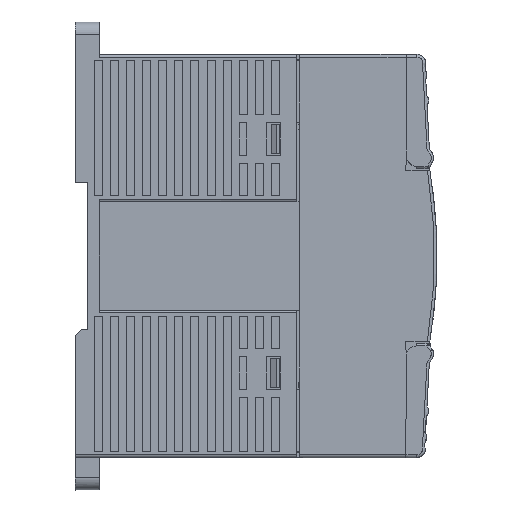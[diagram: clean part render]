
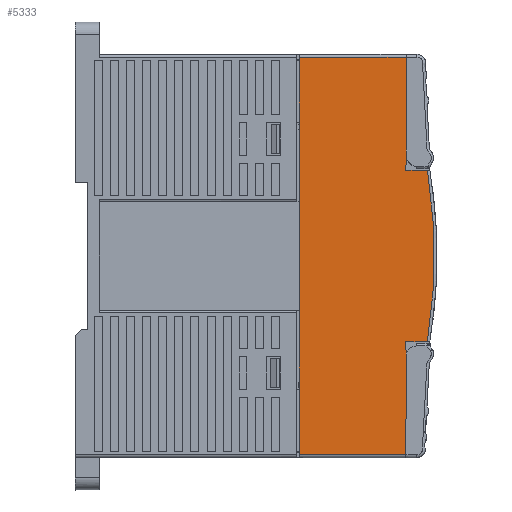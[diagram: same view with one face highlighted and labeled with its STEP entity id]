
A CAD part, left-side view. The second image highlights one B-rep face of the part: STEP entity #5333.
In plain terms, the highlighted planar face has unit normal (-1, 0, 0).
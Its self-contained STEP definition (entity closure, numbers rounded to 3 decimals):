
#194=(
BOUNDED_CURVE()
B_SPLINE_CURVE(2,(#97318,#97319,#97320),.UNSPECIFIED.,.F.,.F.)
B_SPLINE_CURVE_WITH_KNOTS((3,3),(0.,43.042),.UNSPECIFIED.)
CURVE()
GEOMETRIC_REPRESENTATION_ITEM()
RATIONAL_B_SPLINE_CURVE((1.,0.986,1.))
REPRESENTATION_ITEM('')
);
#2029=PLANE('',#53988);
#5333=ADVANCED_FACE('',(#8419),#2029,.T.);
#8419=FACE_OUTER_BOUND('',#11540,.T.);
#11540=EDGE_LOOP('',(#15788,#15789,#15790,#15791,#15792,#15793,#15794,#15795,
#15796,#15797,#15798,#15799,#15800,#15801,#15802,#15803,#15804));
#15788=ORIENTED_EDGE('',*,*,#32911,.T.);
#15789=ORIENTED_EDGE('',*,*,#32942,.T.);
#15790=ORIENTED_EDGE('',*,*,#35553,.T.);
#15791=ORIENTED_EDGE('',*,*,#32912,.T.);
#15792=ORIENTED_EDGE('',*,*,#32913,.T.);
#15793=ORIENTED_EDGE('',*,*,#32914,.T.);
#15794=ORIENTED_EDGE('',*,*,#32915,.T.);
#15795=ORIENTED_EDGE('',*,*,#32916,.T.);
#15796=ORIENTED_EDGE('',*,*,#35523,.F.);
#15797=ORIENTED_EDGE('',*,*,#32922,.T.);
#15798=ORIENTED_EDGE('',*,*,#32921,.T.);
#15799=ORIENTED_EDGE('',*,*,#32917,.T.);
#15800=ORIENTED_EDGE('',*,*,#32918,.T.);
#15801=ORIENTED_EDGE('',*,*,#32920,.T.);
#15802=ORIENTED_EDGE('',*,*,#35514,.F.);
#15803=ORIENTED_EDGE('',*,*,#32919,.T.);
#15804=ORIENTED_EDGE('',*,*,#32923,.T.);
#32911=EDGE_CURVE('',#48776,#48777,#41551,.T.);
#32912=EDGE_CURVE('',#48779,#48780,#41552,.T.);
#32913=EDGE_CURVE('',#48780,#48781,#41553,.T.);
#32914=EDGE_CURVE('',#48781,#48782,#41554,.T.);
#32915=EDGE_CURVE('',#48782,#48783,#41555,.T.);
#32916=EDGE_CURVE('',#48783,#48784,#41556,.T.);
#32917=EDGE_CURVE('',#48786,#48787,#194,.T.);
#32918=EDGE_CURVE('',#48787,#48788,#41557,.T.);
#32919=EDGE_CURVE('',#48789,#48790,#41558,.T.);
#32920=EDGE_CURVE('',#48788,#48792,#41559,.T.);
#32921=EDGE_CURVE('',#48785,#48786,#41560,.T.);
#32922=EDGE_CURVE('',#48791,#48785,#41561,.T.);
#32923=EDGE_CURVE('',#48790,#48776,#41562,.T.);
#32942=EDGE_CURVE('',#48777,#48778,#41577,.T.);
#35514=EDGE_CURVE('',#48789,#48792,#43613,.T.);
#35523=EDGE_CURVE('',#48791,#48784,#43622,.T.);
#35553=EDGE_CURVE('',#48778,#48779,#43652,.T.);
#41551=B_SPLINE_CURVE_WITH_KNOTS('',1,(#97306,#97307),.UNSPECIFIED.,.F.,
 .F.,(2,2),(0.,30.156),.UNSPECIFIED.);
#41552=B_SPLINE_CURVE_WITH_KNOTS('',1,(#97308,#97309),.UNSPECIFIED.,.F.,
 .F.,(2,2),(0.,0.052),.UNSPECIFIED.);
#41553=B_SPLINE_CURVE_WITH_KNOTS('',1,(#97310,#97311),.UNSPECIFIED.,.F.,
 .F.,(2,2),(0.,24.975),.UNSPECIFIED.);
#41554=B_SPLINE_CURVE_WITH_KNOTS('',1,(#97312,#97313),.UNSPECIFIED.,.F.,
 .F.,(2,2),(0.,0.04),.UNSPECIFIED.);
#41555=B_SPLINE_CURVE_WITH_KNOTS('',1,(#97314,#97315),.UNSPECIFIED.,.F.,
 .F.,(2,2),(0.,10.751),.UNSPECIFIED.);
#41556=B_SPLINE_CURVE_WITH_KNOTS('',1,(#97316,#97317),.UNSPECIFIED.,.F.,
 .F.,(2,2),(0.,26.376),.UNSPECIFIED.);
#41557=B_SPLINE_CURVE_WITH_KNOTS('',1,(#97321,#97322),.UNSPECIFIED.,.F.,
 .F.,(2,2),(0.,5.351),.UNSPECIFIED.);
#41558=B_SPLINE_CURVE_WITH_KNOTS('',1,(#97323,#97324),.UNSPECIFIED.,.F.,
 .F.,(2,2),(0.,26.376),.UNSPECIFIED.);
#41559=B_SPLINE_CURVE_WITH_KNOTS('',1,(#97325,#97326),.UNSPECIFIED.,.F.,
 .F.,(2,2),(-28.03,-24.459),.UNSPECIFIED.);
#41560=B_SPLINE_CURVE_WITH_KNOTS('',1,(#97327,#97328),.UNSPECIFIED.,.F.,
 .F.,(2,2),(-5.351,0.),.UNSPECIFIED.);
#41561=B_SPLINE_CURVE_WITH_KNOTS('',1,(#97329,#97330),.UNSPECIFIED.,.F.,
 .F.,(2,2),(-3.571,0.),.UNSPECIFIED.);
#41562=B_SPLINE_CURVE_WITH_KNOTS('',1,(#97331,#97332),.UNSPECIFIED.,.F.,
 .F.,(2,2),(-5.594,0.),.UNSPECIFIED.);
#41577=B_SPLINE_CURVE_WITH_KNOTS('',1,(#97375,#97376),.UNSPECIFIED.,.F.,
 .F.,(2,2),(-0.065,0.),.UNSPECIFIED.);
#43613=B_SPLINE_CURVE_WITH_KNOTS('',1,(#107458,#107459),.UNSPECIFIED.,.F.,
 .F.,(2,2),(0.,24.459),.UNSPECIFIED.);
#43622=B_SPLINE_CURVE_WITH_KNOTS('',1,(#107510,#107511),.UNSPECIFIED.,.F.,
 .F.,(2,2),(3.571,28.03),.UNSPECIFIED.);
#43652=B_SPLINE_CURVE_WITH_KNOTS('',1,(#107585,#107586),.UNSPECIFIED.,.F.,
 .F.,(2,2),(-27.024,0.),.UNSPECIFIED.);
#48776=VERTEX_POINT('',#90044);
#48777=VERTEX_POINT('',#90045);
#48778=VERTEX_POINT('',#90046);
#48779=VERTEX_POINT('',#90047);
#48780=VERTEX_POINT('',#90048);
#48781=VERTEX_POINT('',#90049);
#48782=VERTEX_POINT('',#90050);
#48783=VERTEX_POINT('',#90051);
#48784=VERTEX_POINT('',#90052);
#48785=VERTEX_POINT('',#90053);
#48786=VERTEX_POINT('',#90054);
#48787=VERTEX_POINT('',#90055);
#48788=VERTEX_POINT('',#90056);
#48789=VERTEX_POINT('',#90057);
#48790=VERTEX_POINT('',#90058);
#48791=VERTEX_POINT('',#90059);
#48792=VERTEX_POINT('',#90060);
#53988=AXIS2_PLACEMENT_3D('',#65236,#56758,$);
#56758=DIRECTION('',(-1.,0.,0.));
#65236=CARTESIAN_POINT('',(-6.325,74.984,149.4));
#90044=CARTESIAN_POINT('',(-6.325,70.205,132.755));
#90045=CARTESIAN_POINT('',(-6.325,70.205,102.599));
#90046=CARTESIAN_POINT('',(-6.325,70.14,102.599));
#90047=CARTESIAN_POINT('',(-6.325,70.153,75.575));
#90048=CARTESIAN_POINT('',(-6.325,70.205,75.575));
#90049=CARTESIAN_POINT('',(-6.325,70.205,50.6));
#90050=CARTESIAN_POINT('',(-6.325,70.245,50.6));
#90051=CARTESIAN_POINT('',(-6.325,70.25,39.849));
#90052=CARTESIAN_POINT('',(-6.325,43.824,39.836));
#90053=CARTESIAN_POINT('',(-6.325,43.86,67.866));
#90054=CARTESIAN_POINT('',(-6.325,38.509,67.863));
#90055=CARTESIAN_POINT('',(-6.325,38.488,110.304));
#90056=CARTESIAN_POINT('',(-6.325,43.839,110.306));
#90057=CARTESIAN_POINT('',(-6.325,43.776,138.336));
#90058=CARTESIAN_POINT('',(-6.325,70.202,138.349));
#90059=CARTESIAN_POINT('',(-6.325,43.763,64.294));
#90060=CARTESIAN_POINT('',(-6.325,43.738,113.877));
#97306=CARTESIAN_POINT('',(-6.325,70.205,132.755));
#97307=CARTESIAN_POINT('',(-6.325,70.205,102.599));
#97308=CARTESIAN_POINT('',(-6.325,70.153,75.575));
#97309=CARTESIAN_POINT('',(-6.325,70.205,75.575));
#97310=CARTESIAN_POINT('',(-6.325,70.205,75.575));
#97311=CARTESIAN_POINT('',(-6.325,70.205,50.6));
#97312=CARTESIAN_POINT('',(-6.325,70.205,50.6));
#97313=CARTESIAN_POINT('',(-6.325,70.245,50.6));
#97314=CARTESIAN_POINT('',(-6.325,70.245,50.6));
#97315=CARTESIAN_POINT('',(-6.325,70.25,39.849));
#97316=CARTESIAN_POINT('',(-6.325,70.25,39.849));
#97317=CARTESIAN_POINT('',(-6.325,43.824,39.836));
#97318=CARTESIAN_POINT('',(-6.325,38.509,67.863));
#97319=CARTESIAN_POINT('',(-6.325,34.915,89.082));
#97320=CARTESIAN_POINT('',(-6.325,38.488,110.304));
#97321=CARTESIAN_POINT('',(-6.325,38.488,110.304));
#97322=CARTESIAN_POINT('',(-6.325,43.839,110.306));
#97323=CARTESIAN_POINT('',(-6.325,43.776,138.336));
#97324=CARTESIAN_POINT('',(-6.325,70.202,138.349));
#97325=CARTESIAN_POINT('',(-6.325,43.839,110.306));
#97326=CARTESIAN_POINT('',(-6.325,43.738,113.877));
#97327=CARTESIAN_POINT('',(-6.325,43.86,67.866));
#97328=CARTESIAN_POINT('',(-6.325,38.509,67.863));
#97329=CARTESIAN_POINT('',(-6.325,43.763,64.294));
#97330=CARTESIAN_POINT('',(-6.325,43.86,67.866));
#97331=CARTESIAN_POINT('',(-6.325,70.202,138.349));
#97332=CARTESIAN_POINT('',(-6.325,70.205,132.755));
#97375=CARTESIAN_POINT('',(-6.325,70.205,102.599));
#97376=CARTESIAN_POINT('',(-6.325,70.14,102.599));
#107458=CARTESIAN_POINT('',(-6.325,43.776,138.336));
#107459=CARTESIAN_POINT('',(-6.325,43.738,113.877));
#107510=CARTESIAN_POINT('',(-6.325,43.763,64.294));
#107511=CARTESIAN_POINT('',(-6.325,43.824,39.836));
#107585=CARTESIAN_POINT('',(-6.325,70.14,102.599));
#107586=CARTESIAN_POINT('',(-6.325,70.153,75.575));
